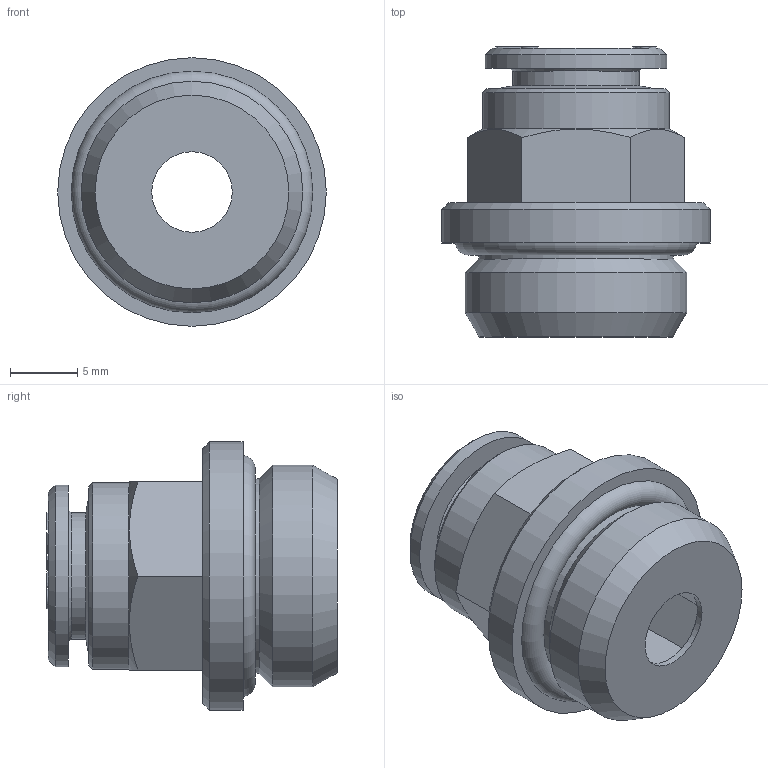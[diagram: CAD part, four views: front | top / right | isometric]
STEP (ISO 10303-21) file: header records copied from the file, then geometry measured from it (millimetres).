
FILE_DESCRIPTION(/* description */ ('STEP AP214'),/* implementation_level */ '2;1');
FILE_NAME(/* name */ 'AP020043',/* time_stamp */ '2023-03-28T14:23:06+02:00',/* author */ ('License CC BY-ND 4.0'),/* organization */ ('CADENAS'),/* preprocessor_version */ 'ST-DEVELOPER v19.3',/* originating_system */ 'PARTsolutions',/* authorisation */ ' ');
FILE_SCHEMA (('AUTOMOTIVE_DESIGN {1 0 10303 214 3 1 1}'));
Length unit declared in the file: millimetre
Products named in the file (2): AP020043; AP020043_PART1
Assembly tree (1 placements, depth 2):
  AP020043
    AP020043_PART1
Bounding box: 20 x 21.6 x 20 mm (x, y, z)
Volume: 3044.1 mm3; surface area: 2255.5 mm2
Topology: 1 solids, 1 shells, 156 faces, 391 edges, 255 vertices
Faces by surface type: plane 86, bspline 51, cone 10, cylinder 8, torus 1
Full cylindrical faces by diameter (mm): 6 x1, 8.15 x1, 9.4 x1, 13.5 x1, 13.9 x1, 14.5 x1, 16.5 x1, 20 x1
Entity records: 8423 total; most frequent: CARTESIAN_POINT 4004, ORIENTED_EDGE 736, DIRECTION 497, EDGE_CURVE 368, VERTEX_POINT 251, LINE 225, VECTOR 225, EDGE_LOOP 195
